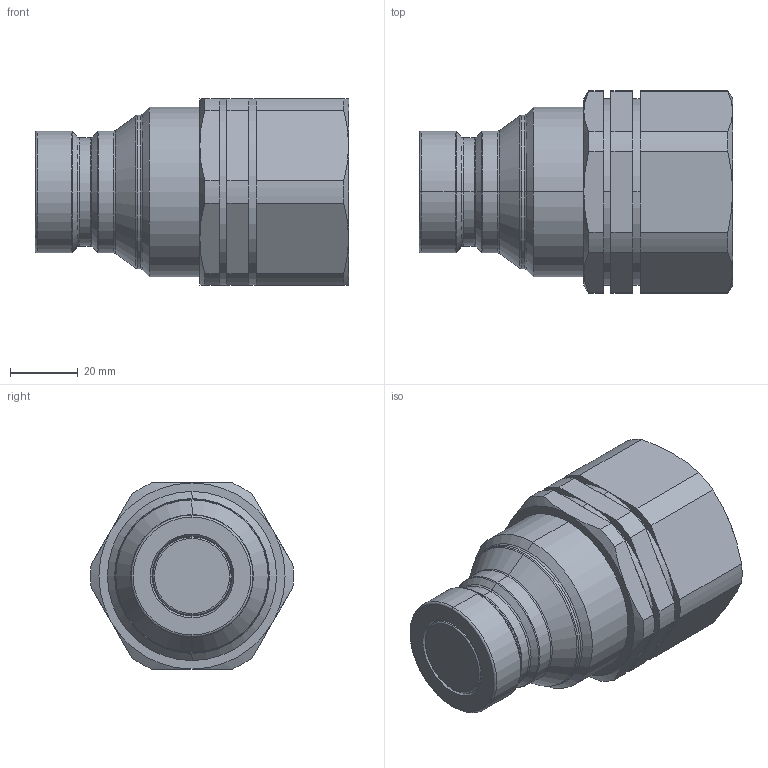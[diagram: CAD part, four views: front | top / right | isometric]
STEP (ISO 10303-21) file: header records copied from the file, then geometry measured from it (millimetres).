
FILE_DESCRIPTION (( 'STEP AP214' ), '1' );
FILE_NAME ('IF10020-125RV.STEP', '2015-04-13T11:52:45', ( 'admin' ), ( 'Microsoft' ), 'SwSTEP 2.0', 'SolidWorks 2009', '' );
FILE_SCHEMA (( 'AUTOMOTIVE_DESIGN' ));
Length unit declared in the file: millimetre
Products named in the file (1): IF10020-125RV
Bounding box: 92.6 x 59.96 x 55 mm (x, y, z)
Volume: 144869.1 mm3; surface area: 24450.1 mm2
Topology: 1 solids, 1 shells, 169 faces, 378 edges, 218 vertices
Faces by surface type: cylinder 58, plane 57, cone 34, torus 20
Entity records: 5129 total; most frequent: CARTESIAN_POINT 1286, DIRECTION 884, ORIENTED_EDGE 756, EDGE_CURVE 378, AXIS2_PLACEMENT_3D 372, VERTEX_POINT 218, CIRCLE 202, EDGE_LOOP 176
